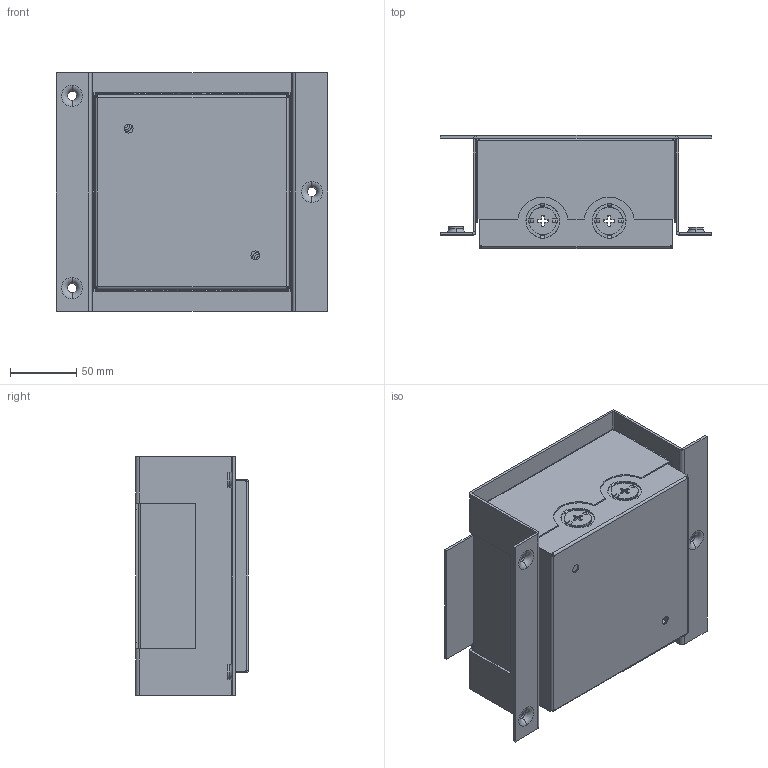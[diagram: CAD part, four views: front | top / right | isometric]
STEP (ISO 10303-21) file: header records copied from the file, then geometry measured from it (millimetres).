
FILE_DESCRIPTION (( 'STEP AP214' ), '1' );
FILE_NAME ('7428526.STEP', '2019-11-29T11:56:36', ( '' ), ( '' ), 'SwSTEP 2.0', 'SolidWorks 2018', '' );
FILE_SCHEMA (( 'AUTOMOTIVE_DESIGN' ));
Length unit declared in the file: millimetre
Products named in the file (9): P_0000002001_1_Standard; 092262_Standard mit 3 x Durchzug M8 Gewinde; 092260_Standard; 7428526; 092280_Standard; 35011900_Standard; 106380; 092261_Standard; 097220_Standard
Assembly tree (14 placements, depth 4):
  7428526
    092260_Standard
    092280_Standard
      106380
        092262_Standard mit 3 x Durchzug M8 Gewinde
        P_0000002001_1_Standard  x4
      092261_Standard
      097220_Standard
      35011900_Standard  x4
Bounding box: 205 x 85 x 180 mm (x, y, z)
Volume: 261999.7 mm3; surface area: 384028.2 mm2
Topology: 12 solids, 12 shells, 668 faces, 1748 edges, 1096 vertices
Faces by surface type: plane 384, cylinder 240, cone 32, torus 12
Entity records: 18848 total; most frequent: DIRECTION 3304, CARTESIAN_POINT 3252, ORIENTED_EDGE 3148, EDGE_CURVE 1574, AXIS2_PLACEMENT_3D 1144, LINE 1016, VECTOR 1016, VERTEX_POINT 988
